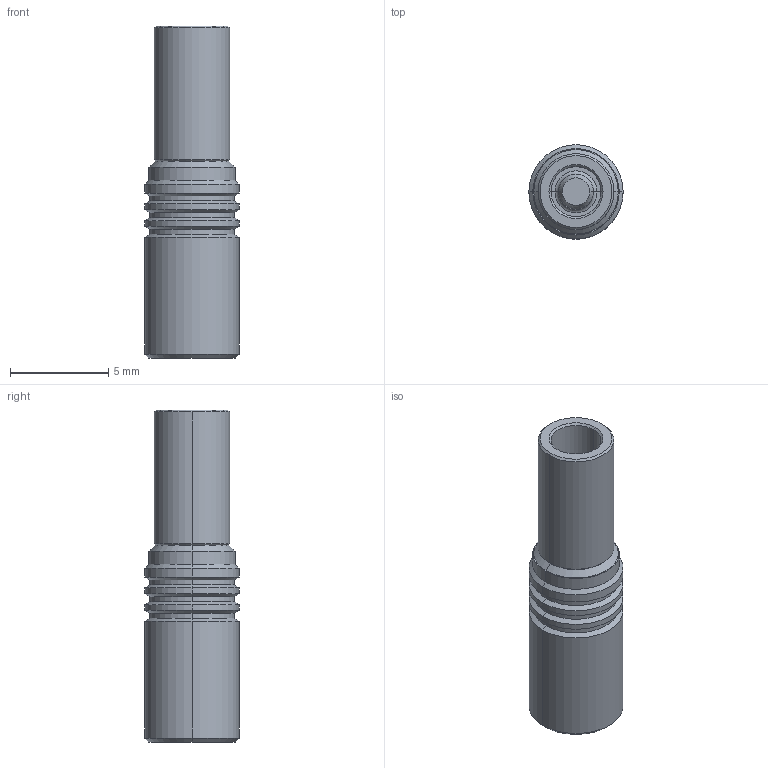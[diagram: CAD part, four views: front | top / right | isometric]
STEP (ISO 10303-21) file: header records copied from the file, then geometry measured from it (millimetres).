
FILE_DESCRIPTION (( 'STEP AP203' ), '1' );
FILE_NAME ('R113236000F.STEP', '2011-07-04T14:24:33', ( 'RADIALL' ), ( 'RADIALL' ), 'SwSTEP 2.0', 'SolidWorks 2011', '' );
FILE_SCHEMA (( 'CONFIG_CONTROL_DESIGN' ));
Length unit declared in the file: millimetre
Products named in the file (1): R113236000F
Bounding box: 4.8 x 4.8 x 16.91 mm (x, y, z)
Volume: 198.6 mm3; surface area: 436.6 mm2
Topology: 1 solids, 1 shells, 103 faces, 220 edges, 125 vertices
Faces by surface type: cone 48, cylinder 34, plane 17, torus 4
Entity records: 2885 total; most frequent: CARTESIAN_POINT 557, DIRECTION 518, ORIENTED_EDGE 440, EDGE_CURVE 220, AXIS2_PLACEMENT_3D 218, VERTEX_POINT 125, CIRCLE 114, EDGE_LOOP 109
